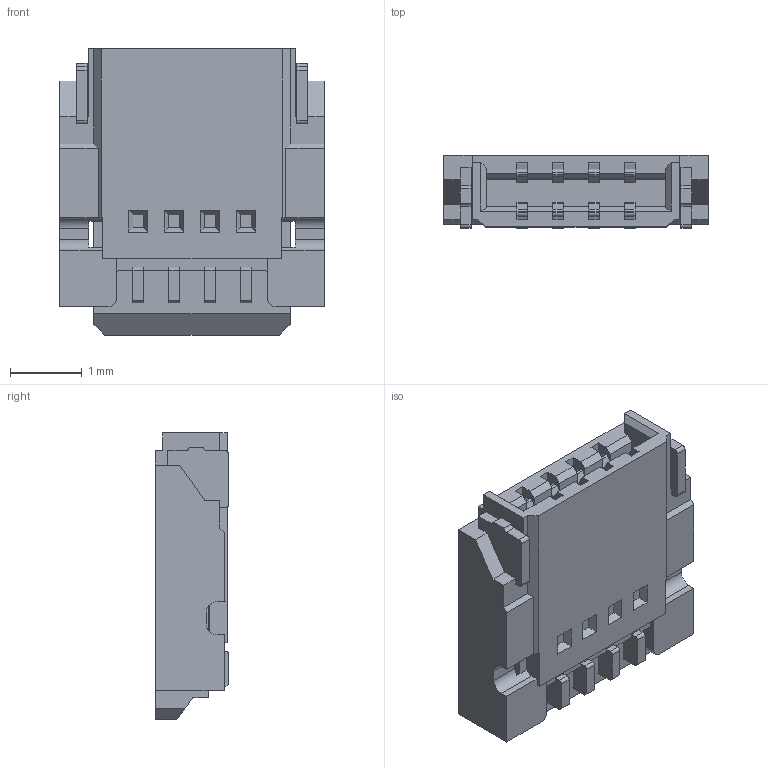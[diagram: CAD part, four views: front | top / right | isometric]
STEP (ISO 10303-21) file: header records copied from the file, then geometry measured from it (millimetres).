
FILE_DESCRIPTION (( 'STEP AP214' ), '1' );
FILE_NAME ('5034800440.STEP', '2024-03-26T11:21:41', ( '' ), ( '' ), 'SwSTEP 2.0', 'SolidWorks 2021', '' );
FILE_SCHEMA (( 'AUTOMOTIVE_DESIGN' ));
Length unit declared in the file: millimetre
Products named in the file (2): 503480-xxxx_04; 5034800440
Assembly tree (1 placements, depth 2):
  5034800440
    503480-xxxx_04
Bounding box: 3.7 x 1.02 x 4 mm (x, y, z)
Volume: 10.2 mm3; surface area: 86.5 mm2
Topology: 12 solids, 12 shells, 337 faces, 934 edges, 622 vertices
Faces by surface type: plane 277, cylinder 60
Entity records: 10829 total; most frequent: CARTESIAN_POINT 1897, ORIENTED_EDGE 1868, DIRECTION 1740, EDGE_CURVE 934, LINE 810, VECTOR 810, VERTEX_POINT 622, AXIS2_PLACEMENT_3D 465
